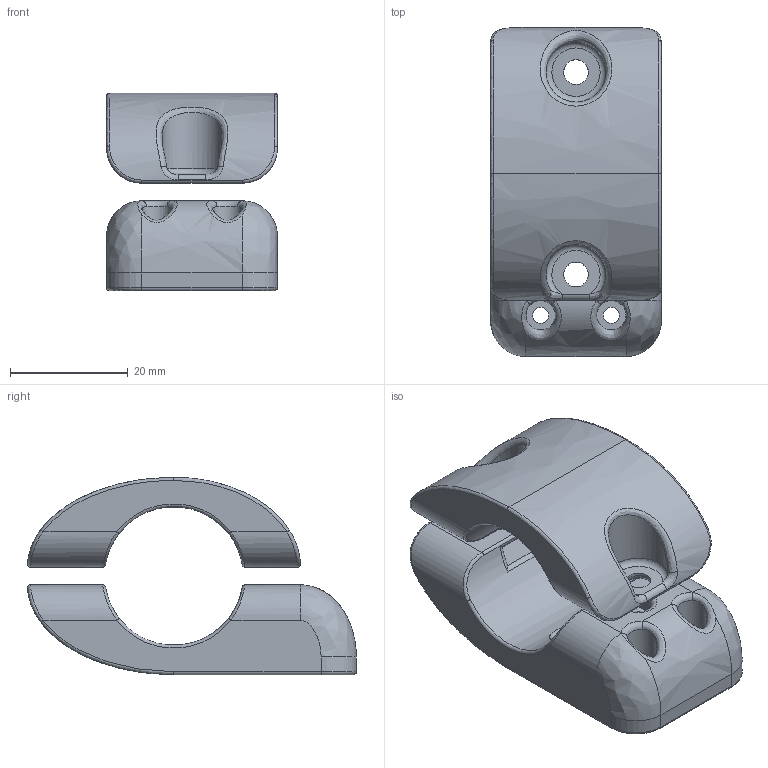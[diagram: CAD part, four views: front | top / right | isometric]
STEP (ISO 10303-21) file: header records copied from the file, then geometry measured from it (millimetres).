
FILE_DESCRIPTION(/* description */ (''),/* implementation_level */ '2;1');
FILE_NAME(/* name */ 'Pyrograph_Holder.step',/* time_stamp */ '2021-12-17T06:56:51+01:00',/* author */ (''),/* organization */ (''),/* preprocessor_version */ 'ST-DEVELOPER v18.1',/* originating_system */ 'Autodesk Translation Framework v10.10.0.1391',/* authorisation */ '');
FILE_SCHEMA (('AUTOMOTIVE_DESIGN { 1 0 10303 214 3 1 1 }'));
Length unit declared in the file: millimetre
Products named in the file (1): Pyrograph_Holder
Bounding box: 29 x 55.84 x 33.5 mm (x, y, z)
Volume: 22443 mm3; surface area: 10276.1 mm2
Topology: 2 solids, 2 shells, 146 faces, 352 edges, 216 vertices
Faces by surface type: bspline 49, cylinder 46, plane 30, torus 21
Full cylindrical faces by diameter (mm): 2.75 x4, 4.2 x6, 5 x4, 10.2 x2
Entity records: 7354 total; most frequent: CARTESIAN_POINT 4144, ORIENTED_EDGE 704, DIRECTION 576, EDGE_CURVE 352, AXIS2_PLACEMENT_3D 239, VERTEX_POINT 216, EDGE_LOOP 172, FACE_OUTER_BOUND 146
